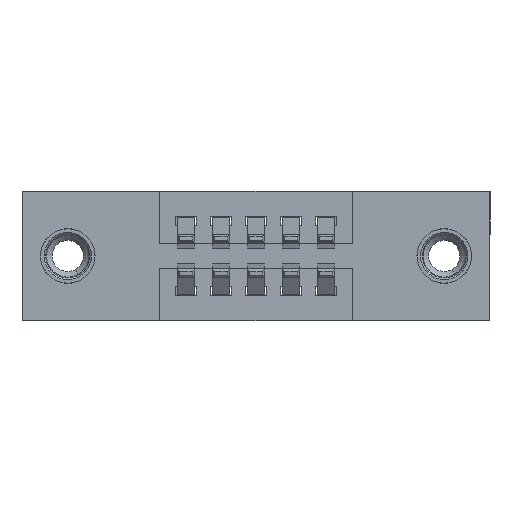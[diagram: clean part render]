
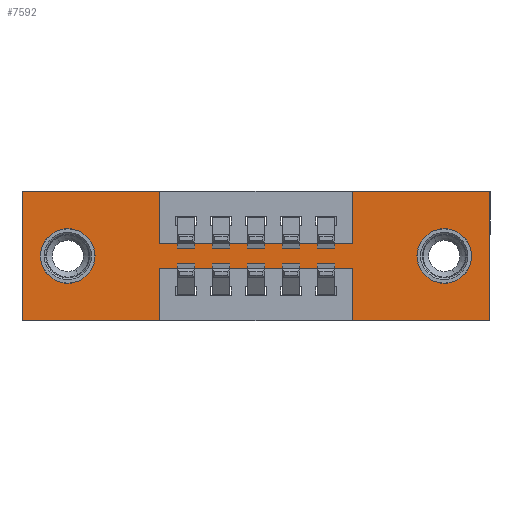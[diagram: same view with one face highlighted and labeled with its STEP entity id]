
A CAD part, front view. The second image highlights one B-rep face of the part: STEP entity #7592.
In plain terms, the highlighted planar face has unit normal (0, -1, 0).
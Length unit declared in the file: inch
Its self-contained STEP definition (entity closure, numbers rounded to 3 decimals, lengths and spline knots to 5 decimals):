
#40 = DIRECTION ( 'NONE',  ( 0., 0., 1. ) ) ;
#76 = EDGE_CURVE ( 'NONE', #5506, #8216, #8604, .T. ) ;
#78 = DIRECTION ( 'NONE',  ( -1., 0., 0. ) ) ;
#111 = CARTESIAN_POINT ( 'NONE',  ( 0.9425, 0., -0.22 ) ) ;
#125 = ORIENTED_EDGE ( 'NONE', *, *, #9486, .F. ) ;
#253 = AXIS2_PLACEMENT_3D ( 'NONE', #10907, #5725, #5763 ) ;
#387 = ORIENTED_EDGE ( 'NONE', *, *, #8082, .F. ) ;
#396 = DIRECTION ( 'NONE',  ( 0., 0., 1. ) ) ;
#590 = FACE_BOUND ( 'NONE', #2367, .T. ) ;
#794 = DIRECTION ( 'NONE',  ( 0., 0., -1. ) ) ;
#967 = DIRECTION ( 'NONE',  ( 0., 0., -1. ) ) ;
#1110 = ORIENTED_EDGE ( 'NONE', *, *, #4872, .F. ) ;
#1178 = CIRCLE ( 'NONE', #2038, 0.078 ) ;
#1201 = VERTEX_POINT ( 'NONE', #111 ) ;
#1264 = FACE_BOUND ( 'NONE', #3081, .T. ) ;
#1532 = CARTESIAN_POINT ( 'NONE',  ( 1.335, 0., -0.37 ) ) ;
#1827 = DIRECTION ( 'NONE',  ( 1., 0., 0. ) ) ;
#1897 = CARTESIAN_POINT ( 'NONE',  ( 0., 0., 0. ) ) ;
#1908 = EDGE_CURVE ( 'NONE', #4468, #2611, #5842, .T. ) ;
#1948 = CARTESIAN_POINT ( 'NONE',  ( 0., 0., 0. ) ) ;
#2038 = AXIS2_PLACEMENT_3D ( 'NONE', #5259, #6142, #967 ) ;
#2054 = AXIS2_PLACEMENT_3D ( 'NONE', #4146, #8687, #3510 ) ;
#2159 = VECTOR ( 'NONE', #4798, 39.37008 ) ;
#2179 = CARTESIAN_POINT ( 'NONE',  ( 0., 0., -0.37 ) ) ;
#2199 = EDGE_CURVE ( 'NONE', #2611, #6072, #5829, .T. ) ;
#2367 = EDGE_LOOP ( 'NONE', ( #4963, #5099 ) ) ;
#2611 = VERTEX_POINT ( 'NONE', #9169 ) ;
#2744 = VECTOR ( 'NONE', #4007, 39.37008 ) ;
#2810 = CARTESIAN_POINT ( 'NONE',  ( 0.9425, 0., 0. ) ) ;
#2843 = EDGE_CURVE ( 'NONE', #6172, #8044, #6915, .T. ) ;
#2902 = VECTOR ( 'NONE', #396, 39.37008 ) ;
#2938 = ORIENTED_EDGE ( 'NONE', *, *, #3729, .F. ) ;
#3081 = EDGE_LOOP ( 'NONE', ( #3504, #11001 ) ) ;
#3178 = ORIENTED_EDGE ( 'NONE', *, *, #1908, .F. ) ;
#3209 = CARTESIAN_POINT ( 'NONE',  ( 0., 0., -0.37 ) ) ;
#3380 = CARTESIAN_POINT ( 'NONE',  ( 1.335, 0., 0. ) ) ;
#3504 = ORIENTED_EDGE ( 'NONE', *, *, #6756, .T. ) ;
#3510 = DIRECTION ( 'NONE',  ( 0., 0., -1. ) ) ;
#3642 = CARTESIAN_POINT ( 'NONE',  ( 0.3925, 0., 0. ) ) ;
#3729 = EDGE_CURVE ( 'NONE', #8216, #1201, #10108, .T. ) ;
#3810 = VECTOR ( 'NONE', #1827, 39.37008 ) ;
#4007 = DIRECTION ( 'NONE',  ( 0., 0., -1. ) ) ;
#4058 = DIRECTION ( 'NONE',  ( 0., 1., 0. ) ) ;
#4078 = CARTESIAN_POINT ( 'NONE',  ( 0.3925, 0., -0.15 ) ) ;
#4119 = CARTESIAN_POINT ( 'NONE',  ( 0.13, 0., -0.263 ) ) ;
#4146 = CARTESIAN_POINT ( 'NONE',  ( 0., 0., -0.37 ) ) ;
#4148 = ORIENTED_EDGE ( 'NONE', *, *, #5141, .F. ) ;
#4259 = LINE ( 'NONE', #10400, #10354 ) ;
#4468 = VERTEX_POINT ( 'NONE', #10105 ) ;
#4607 = EDGE_CURVE ( 'NONE', #6111, #5075, #1178, .T. ) ;
#4693 = EDGE_LOOP ( 'NONE', ( #5674, #1110, #2938, #11146, #11032, #8185, #4148, #9220, #3178, #8883, #125, #387 ) ) ;
#4711 = EDGE_CURVE ( 'NONE', #9657, #10815, #7263, .T. ) ;
#4755 = FACE_OUTER_BOUND ( 'NONE', #4693, .T. ) ;
#4798 = DIRECTION ( 'NONE',  ( 1., 0., 0. ) ) ;
#4821 = VECTOR ( 'NONE', #5172, 39.37008 ) ;
#4860 = CARTESIAN_POINT ( 'NONE',  ( 0.13, 0., -0.185 ) ) ;
#4872 = EDGE_CURVE ( 'NONE', #1201, #5550, #4259, .T. ) ;
#4963 = ORIENTED_EDGE ( 'NONE', *, *, #10725, .T. ) ;
#4971 = DIRECTION ( 'NONE',  ( 0., 0., 1. ) ) ;
#5062 = CARTESIAN_POINT ( 'NONE',  ( 0.13, 0., -0.107 ) ) ;
#5075 = VERTEX_POINT ( 'NONE', #5993 ) ;
#5099 = ORIENTED_EDGE ( 'NONE', *, *, #4607, .T. ) ;
#5141 = EDGE_CURVE ( 'NONE', #6072, #6172, #6568, .T. ) ;
#5172 = DIRECTION ( 'NONE',  ( 0., 0., 1. ) ) ;
#5259 = CARTESIAN_POINT ( 'NONE',  ( 1.205, 0., -0.185 ) ) ;
#5383 = CARTESIAN_POINT ( 'NONE',  ( 0.9425, 0., -0.15 ) ) ;
#5427 = LINE ( 'NONE', #10531, #3810 ) ;
#5506 = VERTEX_POINT ( 'NONE', #1532 ) ;
#5534 = EDGE_CURVE ( 'NONE', #5550, #6125, #11141, .T. ) ;
#5550 = VERTEX_POINT ( 'NONE', #11040 ) ;
#5674 = ORIENTED_EDGE ( 'NONE', *, *, #5534, .F. ) ;
#5682 = CARTESIAN_POINT ( 'NONE',  ( 0., 0., -0.37 ) ) ;
#5725 = DIRECTION ( 'NONE',  ( 0., 1., 0. ) ) ;
#5763 = DIRECTION ( 'NONE',  ( 0., 0., -1. ) ) ;
#5829 = LINE ( 'NONE', #4078, #9907 ) ;
#5842 = LINE ( 'NONE', #3642, #11106 ) ;
#5872 = DIRECTION ( 'NONE',  ( 1., 0., 0. ) ) ;
#5993 = CARTESIAN_POINT ( 'NONE',  ( 1.205, 0., -0.107 ) ) ;
#6072 = VERTEX_POINT ( 'NONE', #5383 ) ;
#6074 = VERTEX_POINT ( 'NONE', #1948 ) ;
#6111 = VERTEX_POINT ( 'NONE', #6417 ) ;
#6125 = VERTEX_POINT ( 'NONE', #6345 ) ;
#6126 = CARTESIAN_POINT ( 'NONE',  ( 0.9425, 0., -0.37 ) ) ;
#6142 = DIRECTION ( 'NONE',  ( 0., 1., 0. ) ) ;
#6172 = VERTEX_POINT ( 'NONE', #6377 ) ;
#6345 = CARTESIAN_POINT ( 'NONE',  ( 0.3925, 0., -0.37 ) ) ;
#6377 = CARTESIAN_POINT ( 'NONE',  ( 0.9425, 0., 0. ) ) ;
#6417 = CARTESIAN_POINT ( 'NONE',  ( 1.205, 0., -0.263 ) ) ;
#6482 = LINE ( 'NONE', #7439, #7029 ) ;
#6568 = LINE ( 'NONE', #2810, #2902 ) ;
#6756 = EDGE_CURVE ( 'NONE', #10815, #9657, #8174, .T. ) ;
#6792 = VECTOR ( 'NONE', #8625, 39.37008 ) ;
#6853 = VECTOR ( 'NONE', #8474, 39.37008 ) ;
#6915 = LINE ( 'NONE', #1897, #2159 ) ;
#7029 = VECTOR ( 'NONE', #7337, 39.37008 ) ;
#7068 = LINE ( 'NONE', #2179, #6792 ) ;
#7261 = DIRECTION ( 'NONE',  ( 0., 0., -1. ) ) ;
#7263 = CIRCLE ( 'NONE', #7485, 0.078 ) ;
#7271 = VERTEX_POINT ( 'NONE', #3209 ) ;
#7337 = DIRECTION ( 'NONE',  ( 0., 0., 1. ) ) ;
#7378 = EDGE_CURVE ( 'NONE', #8044, #5506, #9097, .T. ) ;
#7439 = CARTESIAN_POINT ( 'NONE',  ( 0., 0., 0. ) ) ;
#7485 = AXIS2_PLACEMENT_3D ( 'NONE', #4860, #4058, #4971 ) ;
#7561 = CARTESIAN_POINT ( 'NONE',  ( 0.3925, 0., -0.37 ) ) ;
#7592 = ADVANCED_FACE ( 'NONE', ( #590, #1264, #4755 ), #8488, .T. ) ;
#8044 = VERTEX_POINT ( 'NONE', #3380 ) ;
#8082 = EDGE_CURVE ( 'NONE', #6125, #7271, #7068, .T. ) ;
#8174 = CIRCLE ( 'NONE', #10385, 0.078 ) ;
#8185 = ORIENTED_EDGE ( 'NONE', *, *, #2843, .F. ) ;
#8216 = VERTEX_POINT ( 'NONE', #6126 ) ;
#8474 = DIRECTION ( 'NONE',  ( -1., 0., 0. ) ) ;
#8488 = PLANE ( 'NONE',  #2054 ) ;
#8591 = CIRCLE ( 'NONE', #253, 0.078 ) ;
#8604 = LINE ( 'NONE', #5682, #6853 ) ;
#8625 = DIRECTION ( 'NONE',  ( -1., 0., 0. ) ) ;
#8687 = DIRECTION ( 'NONE',  ( 0., -1., 0. ) ) ;
#8756 = CARTESIAN_POINT ( 'NONE',  ( 0.13, 0., -0.185 ) ) ;
#8866 = VECTOR ( 'NONE', #794, 39.37008 ) ;
#8883 = ORIENTED_EDGE ( 'NONE', *, *, #9843, .F. ) ;
#9097 = LINE ( 'NONE', #9975, #2744 ) ;
#9169 = CARTESIAN_POINT ( 'NONE',  ( 0.3925, 0., -0.15 ) ) ;
#9220 = ORIENTED_EDGE ( 'NONE', *, *, #2199, .F. ) ;
#9486 = EDGE_CURVE ( 'NONE', #7271, #6074, #6482, .T. ) ;
#9657 = VERTEX_POINT ( 'NONE', #4119 ) ;
#9843 = EDGE_CURVE ( 'NONE', #6074, #4468, #5427, .T. ) ;
#9907 = VECTOR ( 'NONE', #5872, 39.37008 ) ;
#9975 = CARTESIAN_POINT ( 'NONE',  ( 1.335, 0., 0. ) ) ;
#10105 = CARTESIAN_POINT ( 'NONE',  ( 0.3925, 0., 0. ) ) ;
#10108 = LINE ( 'NONE', #10350, #4821 ) ;
#10350 = CARTESIAN_POINT ( 'NONE',  ( 0.9425, 0., -0.37 ) ) ;
#10354 = VECTOR ( 'NONE', #78, 39.37008 ) ;
#10385 = AXIS2_PLACEMENT_3D ( 'NONE', #8756, #10444, #40 ) ;
#10400 = CARTESIAN_POINT ( 'NONE',  ( 0.3925, 0., -0.22 ) ) ;
#10444 = DIRECTION ( 'NONE',  ( 0., 1., 0. ) ) ;
#10531 = CARTESIAN_POINT ( 'NONE',  ( 0., 0., 0. ) ) ;
#10725 = EDGE_CURVE ( 'NONE', #5075, #6111, #8591, .T. ) ;
#10815 = VERTEX_POINT ( 'NONE', #5062 ) ;
#10907 = CARTESIAN_POINT ( 'NONE',  ( 1.205, 0., -0.185 ) ) ;
#11001 = ORIENTED_EDGE ( 'NONE', *, *, #4711, .T. ) ;
#11032 = ORIENTED_EDGE ( 'NONE', *, *, #7378, .F. ) ;
#11040 = CARTESIAN_POINT ( 'NONE',  ( 0.3925, 0., -0.22 ) ) ;
#11106 = VECTOR ( 'NONE', #7261, 39.37008 ) ;
#11141 = LINE ( 'NONE', #7561, #8866 ) ;
#11146 = ORIENTED_EDGE ( 'NONE', *, *, #76, .F. ) ;
